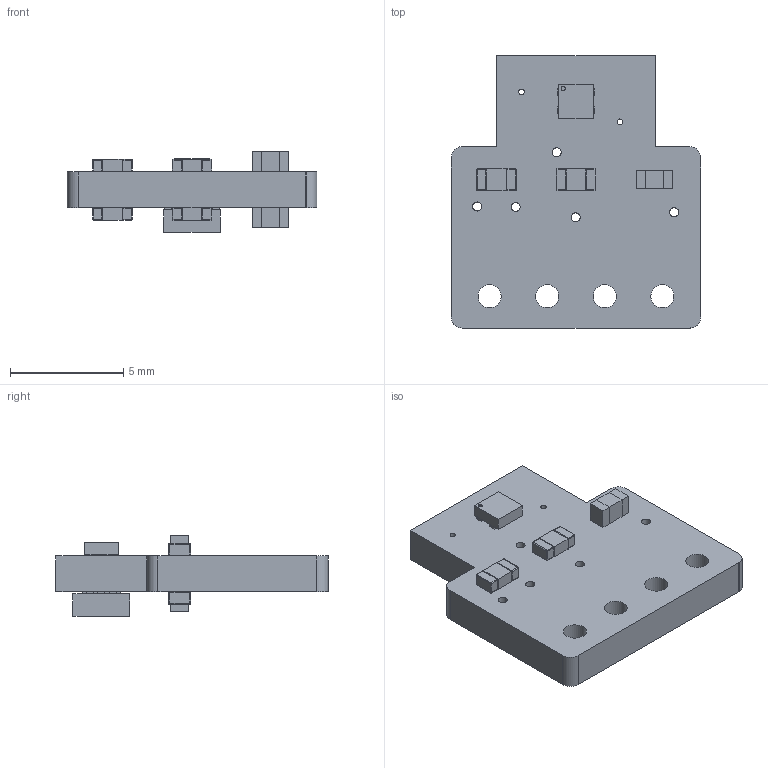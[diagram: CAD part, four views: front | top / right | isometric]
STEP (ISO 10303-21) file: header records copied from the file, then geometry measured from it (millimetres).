
FILE_DESCRIPTION(/* description */ (''),/* implementation_level */ '2;1');
FILE_NAME(/* name */ 'SHT v3.step',/* time_stamp */ '2021-06-28T15:39:12+02:00',/* author */ (''),/* organization */ (''),/* preprocessor_version */ 'ST-DEVELOPER v18.1',/* originating_system */ 'Autodesk Translation Framework v10.9.0.1377',/* authorisation */ '');
FILE_SCHEMA (('AUTOMOTIVE_DESIGN { 1 0 10303 214 3 1 1 }'));
Length unit declared in the file: millimetre
Products named in the file (13): SHT; Board; Packages; LASKAKIT_HEART_4MM; SHT20; Body; ThermalPin; PinsArrayLR; SHT30DISB25KS; Body (1); Pins; C0603; R0603
Assembly tree (16 placements, depth 4):
  SHT
    Board
    Packages
      LASKAKIT_HEART_4MM
      SHT20
        Body
        ThermalPin
        PinsArrayLR
      SHT30DISB25KS
        Body (1)
        Pins
      C0603  x2
      R0603  x4
Bounding box: 11 x 12 x 3.57 mm (x, y, z)
Volume: 189.1 mm3; surface area: 404.7 mm2
Topology: 23 solids, 23 shells, 379 faces, 780 edges, 456 vertices
Faces by surface type: plane 202, cylinder 113, sphere 64
Full cylindrical faces by diameter (mm): 0.188 x1, 0.25 x3, 0.4 x5, 1.016 x4
Entity records: 5791 total; most frequent: DIRECTION 956, CARTESIAN_POINT 911, ORIENTED_EDGE 840, EDGE_CURVE 420, LINE 338, VECTOR 338, AXIS2_PLACEMENT_3D 309, VERTEX_POINT 264
